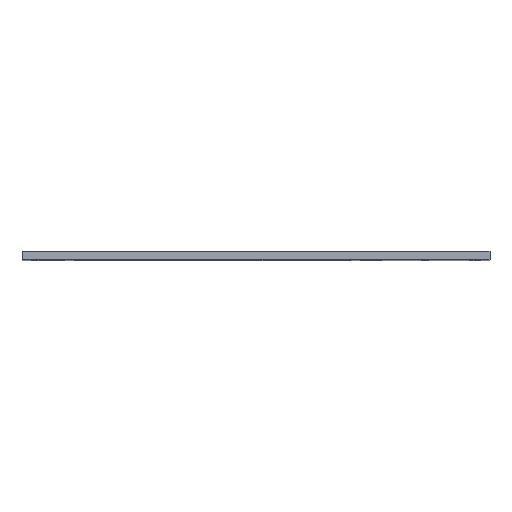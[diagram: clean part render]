
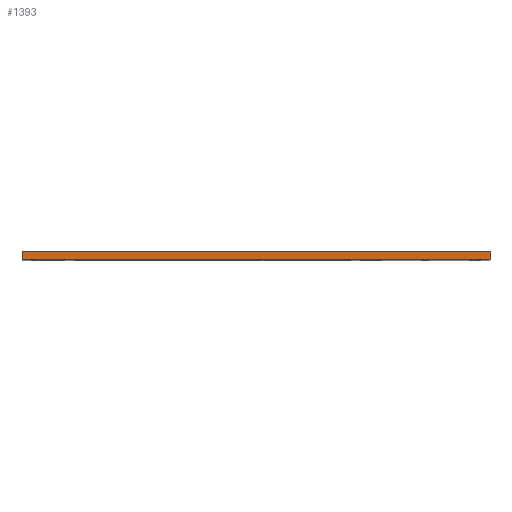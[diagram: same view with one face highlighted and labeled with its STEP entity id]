
A CAD part, top view. The second image highlights one B-rep face of the part: STEP entity #1393.
In plain terms, the highlighted planar face has unit normal (0, 0, 1).
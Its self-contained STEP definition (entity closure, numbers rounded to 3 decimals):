
#18 = ORIENTED_EDGE ( 'NONE', *, *, #1455, .T. ) ;
#37 = VECTOR ( 'NONE', #2222, 1000. ) ;
#58 = DIRECTION ( 'NONE',  ( 0., -1., 0. ) ) ;
#108 = LINE ( 'NONE', #1715, #1713 ) ;
#123 = EDGE_CURVE ( 'NONE', #2162, #1214, #1104, .T. ) ;
#165 = CARTESIAN_POINT ( 'NONE',  ( -110., 0., 190.5 ) ) ;
#266 = DIRECTION ( 'NONE',  ( 1., 0., 0. ) ) ;
#303 = EDGE_LOOP ( 'NONE', ( #18, #1652, #1014, #972 ) ) ;
#470 = CARTESIAN_POINT ( 'NONE',  ( 110., 0., 190.5 ) ) ;
#634 = VECTOR ( 'NONE', #2750, 1000. ) ;
#674 = CARTESIAN_POINT ( 'NONE',  ( -110., 4., 190.5 ) ) ;
#947 = CARTESIAN_POINT ( 'NONE',  ( 110., 4., 190.5 ) ) ;
#965 = VERTEX_POINT ( 'NONE', #1192 ) ;
#967 = DIRECTION ( 'NONE',  ( -1., 0., 0. ) ) ;
#972 = ORIENTED_EDGE ( 'NONE', *, *, #123, .T. ) ;
#994 = VECTOR ( 'NONE', #58, 1000. ) ;
#1014 = ORIENTED_EDGE ( 'NONE', *, *, #2943, .F. ) ;
#1017 = VERTEX_POINT ( 'NONE', #470 ) ;
#1104 = LINE ( 'NONE', #674, #634 ) ;
#1192 = CARTESIAN_POINT ( 'NONE',  ( 110., 4., 190.5 ) ) ;
#1214 = VERTEX_POINT ( 'NONE', #165 ) ;
#1263 = CARTESIAN_POINT ( 'NONE',  ( -110., 4., 190.5 ) ) ;
#1312 = LINE ( 'NONE', #2903, #37 ) ;
#1393 = ADVANCED_FACE ( 'NONE', ( #2394 ), #2141, .F. ) ;
#1455 = EDGE_CURVE ( 'NONE', #1214, #1017, #108, .T. ) ;
#1475 = CARTESIAN_POINT ( 'NONE',  ( -110., 4., 190.5 ) ) ;
#1652 = ORIENTED_EDGE ( 'NONE', *, *, #2004, .F. ) ;
#1713 = VECTOR ( 'NONE', #266, 1000. ) ;
#1715 = CARTESIAN_POINT ( 'NONE',  ( -110., 0., 190.5 ) ) ;
#1897 = DIRECTION ( 'NONE',  ( 0., 0., -1. ) ) ;
#2004 = EDGE_CURVE ( 'NONE', #965, #1017, #2314, .T. ) ;
#2141 = PLANE ( 'NONE',  #2651 ) ;
#2162 = VERTEX_POINT ( 'NONE', #1475 ) ;
#2222 = DIRECTION ( 'NONE',  ( 1., 0., 0. ) ) ;
#2314 = LINE ( 'NONE', #947, #994 ) ;
#2394 = FACE_OUTER_BOUND ( 'NONE', #303, .T. ) ;
#2651 = AXIS2_PLACEMENT_3D ( 'NONE', #1263, #1897, #967 ) ;
#2750 = DIRECTION ( 'NONE',  ( 0., -1., 0. ) ) ;
#2903 = CARTESIAN_POINT ( 'NONE',  ( -110., 4., 190.5 ) ) ;
#2943 = EDGE_CURVE ( 'NONE', #2162, #965, #1312, .T. ) ;
